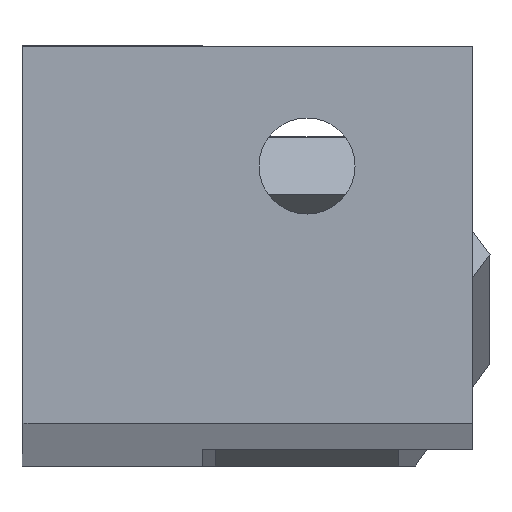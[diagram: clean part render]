
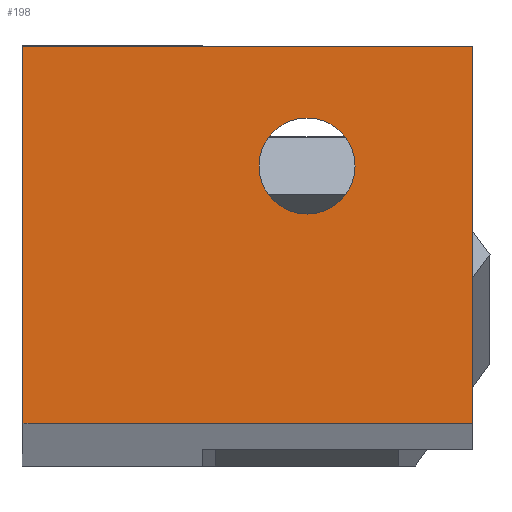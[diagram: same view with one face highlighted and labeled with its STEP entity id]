
A CAD part, front view. The second image highlights one B-rep face of the part: STEP entity #198.
In plain terms, the highlighted planar face has unit normal (0, -1, 0).
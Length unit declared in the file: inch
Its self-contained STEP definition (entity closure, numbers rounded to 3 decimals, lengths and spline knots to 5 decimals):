
#29 = EDGE_CURVE ( 'NONE', #830, #1025, #500, .T. ) ;
#36 = PLANE ( 'NONE',  #287 ) ;
#70 = EDGE_CURVE ( 'NONE', #959, #848, #857, .T. ) ;
#75 = CARTESIAN_POINT ( 'NONE',  ( 0.21654, 1.39764, 0.10236 ) ) ;
#105 = DIRECTION ( 'NONE',  ( 0., -1., 0. ) ) ;
#131 = ORIENTED_EDGE ( 'NONE', *, *, #923, .F. ) ;
#134 = EDGE_CURVE ( 'NONE', #950, #848, #435, .T. ) ;
#136 = VECTOR ( 'NONE', #775, 39.37008 ) ;
#198 = ADVANCED_FACE ( 'NONE', ( #214, #752 ), #36, .F. ) ;
#200 = VECTOR ( 'NONE', #935, 39.37008 ) ;
#214 = FACE_OUTER_BOUND ( 'NONE', #591, .T. ) ;
#216 = VECTOR ( 'NONE', #419, 39.37008 ) ;
#234 = EDGE_LOOP ( 'NONE', ( #999, #542 ) ) ;
#255 = DIRECTION ( 'NONE',  ( 0., 0., -1. ) ) ;
#282 = CARTESIAN_POINT ( 'NONE',  ( -0.15748, 1.39764, -0.98425 ) ) ;
#287 = AXIS2_PLACEMENT_3D ( 'NONE', #282, #602, #847 ) ;
#318 = ORIENTED_EDGE ( 'NONE', *, *, #853, .F. ) ;
#356 = AXIS2_PLACEMENT_3D ( 'NONE', #417, #105, #255 ) ;
#380 = CARTESIAN_POINT ( 'NONE',  ( 0.43307, 1.39764, 0.19685 ) ) ;
#381 = CARTESIAN_POINT ( 'NONE',  ( -0.15748, 1.39764, 0.19685 ) ) ;
#404 = LINE ( 'NONE', #922, #200 ) ;
#417 = CARTESIAN_POINT ( 'NONE',  ( 0.21654, 1.39764, 0.03937 ) ) ;
#419 = DIRECTION ( 'NONE',  ( -1., 0., 0. ) ) ;
#435 = LINE ( 'NONE', #523, #465 ) ;
#462 = LINE ( 'NONE', #859, #136 ) ;
#465 = VECTOR ( 'NONE', #836, 39.37008 ) ;
#479 = VERTEX_POINT ( 'NONE', #380 ) ;
#497 = CARTESIAN_POINT ( 'NONE',  ( 0.21654, 1.39764, 0.03937 ) ) ;
#500 = CIRCLE ( 'NONE', #546, 0.06299 ) ;
#501 = CARTESIAN_POINT ( 'NONE',  ( -0.98425, 1.39764, -0.2985 ) ) ;
#523 = CARTESIAN_POINT ( 'NONE',  ( -0.15748, 1.39764, -0.98425 ) ) ;
#532 = CARTESIAN_POINT ( 'NONE',  ( -0.15748, 1.39764, -0.2985 ) ) ;
#542 = ORIENTED_EDGE ( 'NONE', *, *, #653, .F. ) ;
#546 = AXIS2_PLACEMENT_3D ( 'NONE', #497, #903, #978 ) ;
#575 = ORIENTED_EDGE ( 'NONE', *, *, #70, .F. ) ;
#591 = EDGE_LOOP ( 'NONE', ( #131, #782, #575, #318 ) ) ;
#602 = DIRECTION ( 'NONE',  ( 0., 1., 0. ) ) ;
#653 = EDGE_CURVE ( 'NONE', #1025, #830, #736, .T. ) ;
#736 = CIRCLE ( 'NONE', #356, 0.06299 ) ;
#752 = FACE_BOUND ( 'NONE', #234, .T. ) ;
#775 = DIRECTION ( 'NONE',  ( 1., 0., 0. ) ) ;
#782 = ORIENTED_EDGE ( 'NONE', *, *, #134, .T. ) ;
#830 = VERTEX_POINT ( 'NONE', #1002 ) ;
#836 = DIRECTION ( 'NONE',  ( 0., 0., -1. ) ) ;
#847 = DIRECTION ( 'NONE',  ( 0., 0., 1. ) ) ;
#848 = VERTEX_POINT ( 'NONE', #532 ) ;
#853 = EDGE_CURVE ( 'NONE', #479, #959, #404, .T. ) ;
#857 = LINE ( 'NONE', #501, #216 ) ;
#859 = CARTESIAN_POINT ( 'NONE',  ( -0.15748, 1.39764, 0.19685 ) ) ;
#903 = DIRECTION ( 'NONE',  ( 0., -1., 0. ) ) ;
#922 = CARTESIAN_POINT ( 'NONE',  ( 0.43307, 1.39764, -0.98425 ) ) ;
#923 = EDGE_CURVE ( 'NONE', #950, #479, #462, .T. ) ;
#935 = DIRECTION ( 'NONE',  ( 0., 0., -1. ) ) ;
#950 = VERTEX_POINT ( 'NONE', #381 ) ;
#951 = CARTESIAN_POINT ( 'NONE',  ( 0.43307, 1.39764, -0.2985 ) ) ;
#959 = VERTEX_POINT ( 'NONE', #951 ) ;
#978 = DIRECTION ( 'NONE',  ( 0., 0., -1. ) ) ;
#999 = ORIENTED_EDGE ( 'NONE', *, *, #29, .F. ) ;
#1002 = CARTESIAN_POINT ( 'NONE',  ( 0.21654, 1.39764, -0.02362 ) ) ;
#1025 = VERTEX_POINT ( 'NONE', #75 ) ;
